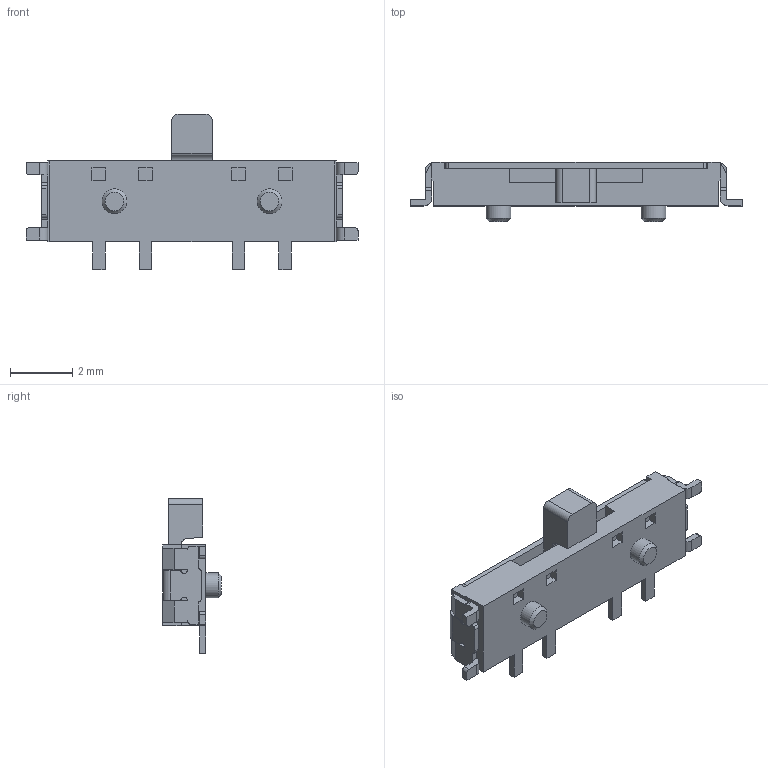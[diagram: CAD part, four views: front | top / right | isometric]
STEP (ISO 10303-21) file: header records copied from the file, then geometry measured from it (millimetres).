
FILE_DESCRIPTION(/* description */ ('STEP AP214'),/* implementation_level */ '2;1');
FILE_NAME(/* name */ 'CUS-13TB',/* time_stamp */ '2024-06-29T02:04:07+02:00',/* author */ ('License CC BY-ND 4.0'),/* organization */ ('CADENAS'),/* preprocessor_version */ 'ST-DEVELOPER v19.3',/* originating_system */ 'PARTsolutions',/* authorisation */ ' ');
FILE_SCHEMA (('AUTOMOTIVE_DESIGN {1 0 10303 214 3 1 1}'));
Length unit declared in the file: millimetre
Products named in the file (3): CUS-13TB; CUS-13-body; CUS-13-slider
Assembly tree (2 placements, depth 2):
  CUS-13TB
    CUS-13-body
    CUS-13-slider
Bounding box: 10.7 x 1.9 x 5 mm (x, y, z)
Volume: 36.4 mm3; surface area: 119.8 mm2
Topology: 2 solids, 2 shells, 193 faces, 545 edges, 354 vertices
Faces by surface type: plane 138, cylinder 53, cone 2
Full cylindrical faces by diameter (mm): 0.8 x2
Entity records: 7528 total; most frequent: CARTESIAN_POINT 1115, ORIENTED_EDGE 1082, DIRECTION 1029, EDGE_CURVE 541, LINE 429, VECTOR 429, VERTEX_POINT 354, AXIS2_PLACEMENT_3D 300
